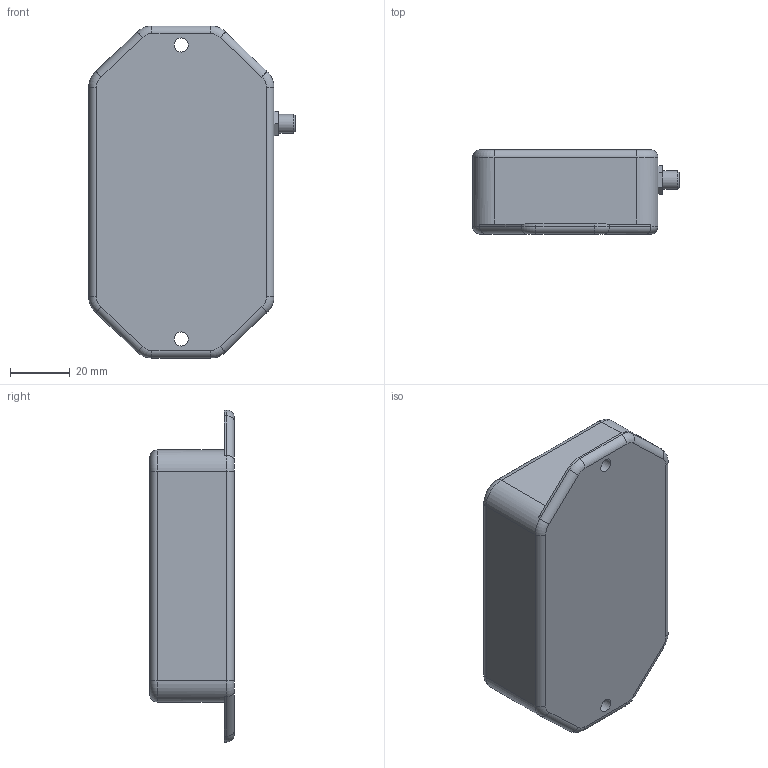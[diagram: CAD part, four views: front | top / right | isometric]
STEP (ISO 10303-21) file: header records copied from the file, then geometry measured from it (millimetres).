
FILE_DESCRIPTION(/* description */ (''),/* implementation_level */ '2;1');
FILE_NAME(/* name */ 'Orion BMS Connect.stp',/* time_stamp */ '2019-09-11T21:14:33-05:00',/* author */ ('jigg0'),/* organization */ (''),/* preprocessor_version */ 'ST-DEVELOPER v16.5',/* originating_system */ 'Autodesk Inventor 2017',/* authorisation */ '');
FILE_SCHEMA (('AUTOMOTIVE_DESIGN { 1 0 10303 214 3 1 1 }'));
Length unit declared in the file: inch
Products named in the file (1): Orion BMS Connect
Bounding box: 68.95 x 28.19 x 110.9 mm (x, y, z)
Volume: 144861.4 mm3; surface area: 20348.4 mm2
Topology: 1 solids, 1 shells, 165 faces, 417 edges, 271 vertices
Faces by surface type: plane 117, cylinder 31, torus 12, bspline 4, cone 1
Full cylindrical faces by diameter (mm): 0.808 x1, 1.587 x2, 4.724 x2, 4.808 x1, 5.842 x4, 6.223 x1
Entity records: 5204 total; most frequent: CARTESIAN_POINT 1110, ORIENTED_EDGE 810, DIRECTION 808, EDGE_CURVE 405, AXIS2_PLACEMENT_3D 281, VERTEX_POINT 271, LINE 246, VECTOR 246
